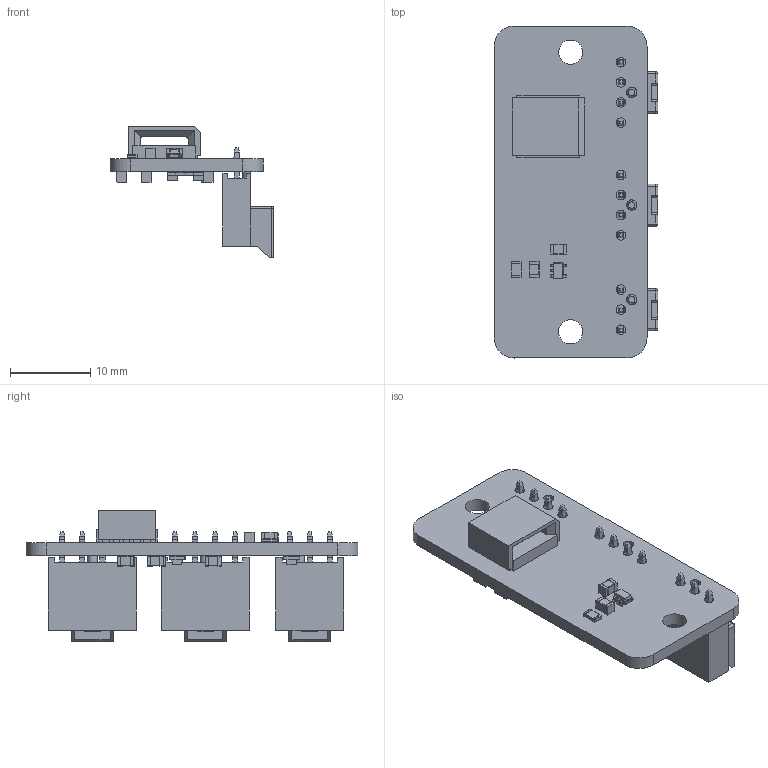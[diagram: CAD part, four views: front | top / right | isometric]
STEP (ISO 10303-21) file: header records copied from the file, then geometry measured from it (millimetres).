
FILE_DESCRIPTION(('KiCad electronic assembly'),'2;1');
FILE_NAME('DataAcq-EnvBreakoutPCB.step','2024-10-29T20:36:55',('Pcbnew') ,('Kicad'),'Open CASCADE STEP processor 7.8','KiCad to STEP converter' ,'Unknown');
FILE_SCHEMA(('AUTOMOTIVE_DESIGN { 1 0 10303 214 1 1 1 1 }'));
Length unit declared in the file: millimetre
Products named in the file (16): DataAcq-EnvBreakoutPCB 1; SOT-353_SC-70-5; SOT_353_SC_70_5; C_0805_2012Metric; R_0805_2012Metric; FS3000-1005; 1053091204; LED_0805_2012Metric; 1053091103; DataAcq-EnvBreakoutPCB_PCB
Assembly tree (25 placements, depth 3):
  DataAcq-EnvBreakoutPCB 1
    SOT-353_SC-70-5
      SOT_353_SC_70_5
    C_0805_2012Metric  x7
      C_0805_2012Metric
    R_0805_2012Metric  x3
      R_0805_2012Metric
    FS3000-1005
      FS3000-1005
    1053091204  x2
      1053091204
    LED_0805_2012Metric  x2
      LED_0805_2012Metric
    1053091103
      1053091103
    DataAcq-EnvBreakoutPCB_PCB
Bounding box: 20.35 x 41.25 x 16.38 mm (x, y, z)
Volume: 2107.3 mm3; surface area: 4455.6 mm2
Topology: 31 solids, 31 shells, 1187 faces, 3083 edges, 2021 vertices
Faces by surface type: plane 879, cylinder 267, bspline 29, sphere 6, cone 6
Full cylindrical faces by diameter (mm): 1.2 x11, 1.3 x3, 3 x2
Entity records: 25009 total; most frequent: CARTESIAN_POINT 4120, ORIENTED_EDGE 3792, DIRECTION 3644, EDGE_CURVE 1896, LINE 1574, VECTOR 1574, VERTEX_POINT 1211, AXIS2_PLACEMENT_3D 1035
